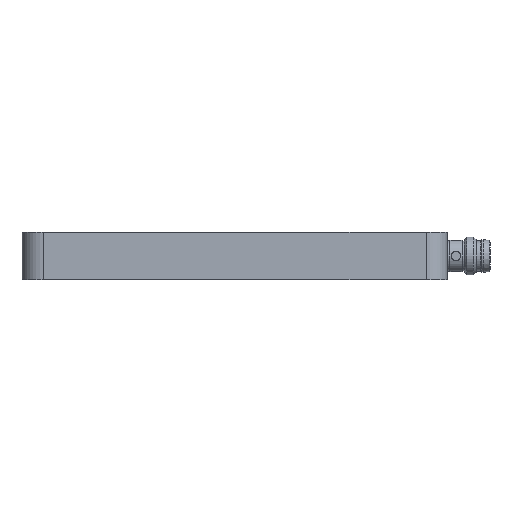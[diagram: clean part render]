
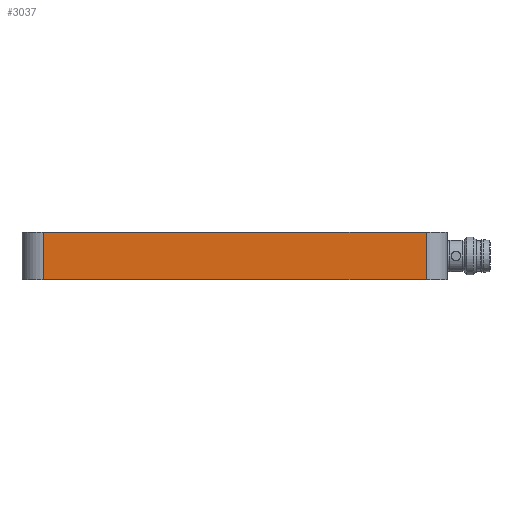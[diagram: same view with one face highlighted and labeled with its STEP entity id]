
A CAD part, front view. The second image highlights one B-rep face of the part: STEP entity #3037.
In plain terms, the highlighted planar face has unit normal (0, -1, 0).
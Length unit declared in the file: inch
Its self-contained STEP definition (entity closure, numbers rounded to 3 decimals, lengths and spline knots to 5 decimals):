
#8 = ORIENTED_EDGE ( 'NONE', *, *, #2671, .F. ) ;
#270 = DIRECTION ( 'NONE',  ( 0., 0., 1. ) ) ;
#574 = DIRECTION ( 'NONE',  ( 0., 1., 0. ) ) ;
#583 = ORIENTED_EDGE ( 'NONE', *, *, #2033, .F. ) ;
#594 = VERTEX_POINT ( 'NONE', #3575 ) ;
#626 = CARTESIAN_POINT ( 'NONE',  ( 3.36614, -0.47638, -0.19685 ) ) ;
#714 = EDGE_CURVE ( 'NONE', #1741, #1398, #2336, .T. ) ;
#828 = ORIENTED_EDGE ( 'NONE', *, *, #2841, .F. ) ;
#841 = CARTESIAN_POINT ( 'NONE',  ( 0.17717, -0.47638, 0.19685 ) ) ;
#1004 = LINE ( 'NONE', #1590, #1053 ) ;
#1053 = VECTOR ( 'NONE', #3926, 39.37008 ) ;
#1306 = FACE_OUTER_BOUND ( 'NONE', #3202, .T. ) ;
#1398 = VERTEX_POINT ( 'NONE', #2262 ) ;
#1414 = CARTESIAN_POINT ( 'NONE',  ( 0.17717, -0.47638, 0.19685 ) ) ;
#1538 = CARTESIAN_POINT ( 'NONE',  ( 0.17717, -0.47638, -0.19685 ) ) ;
#1590 = CARTESIAN_POINT ( 'NONE',  ( 0.17717, -0.47638, 0.19685 ) ) ;
#1605 = LINE ( 'NONE', #841, #3906 ) ;
#1741 = VERTEX_POINT ( 'NONE', #626 ) ;
#1825 = DIRECTION ( 'NONE',  ( 1., 0., 0. ) ) ;
#2033 = EDGE_CURVE ( 'NONE', #594, #1741, #3710, .T. ) ;
#2262 = CARTESIAN_POINT ( 'NONE',  ( 0.17717, -0.47638, -0.19685 ) ) ;
#2336 = LINE ( 'NONE', #1538, #3599 ) ;
#2399 = VECTOR ( 'NONE', #3029, 39.37008 ) ;
#2671 = EDGE_CURVE ( 'NONE', #1398, #3429, #1004, .T. ) ;
#2718 = CARTESIAN_POINT ( 'NONE',  ( 3.36614, -0.47638, 0.19685 ) ) ;
#2841 = EDGE_CURVE ( 'NONE', #3429, #594, #1605, .T. ) ;
#3029 = DIRECTION ( 'NONE',  ( 0., 0., -1. ) ) ;
#3037 = ADVANCED_FACE ( 'NONE', ( #1306 ), #3432, .F. ) ;
#3202 = EDGE_LOOP ( 'NONE', ( #583, #828, #8, #4250 ) ) ;
#3429 = VERTEX_POINT ( 'NONE', #1414 ) ;
#3432 = PLANE ( 'NONE',  #3835 ) ;
#3549 = CARTESIAN_POINT ( 'NONE',  ( 0.17717, -0.47638, 0.19685 ) ) ;
#3575 = CARTESIAN_POINT ( 'NONE',  ( 3.36614, -0.47638, 0.19685 ) ) ;
#3599 = VECTOR ( 'NONE', #3874, 39.37008 ) ;
#3710 = LINE ( 'NONE', #2718, #2399 ) ;
#3835 = AXIS2_PLACEMENT_3D ( 'NONE', #3549, #574, #270 ) ;
#3874 = DIRECTION ( 'NONE',  ( -1., 0., 0. ) ) ;
#3906 = VECTOR ( 'NONE', #1825, 39.37008 ) ;
#3926 = DIRECTION ( 'NONE',  ( 0., 0., 1. ) ) ;
#4250 = ORIENTED_EDGE ( 'NONE', *, *, #714, .F. ) ;
